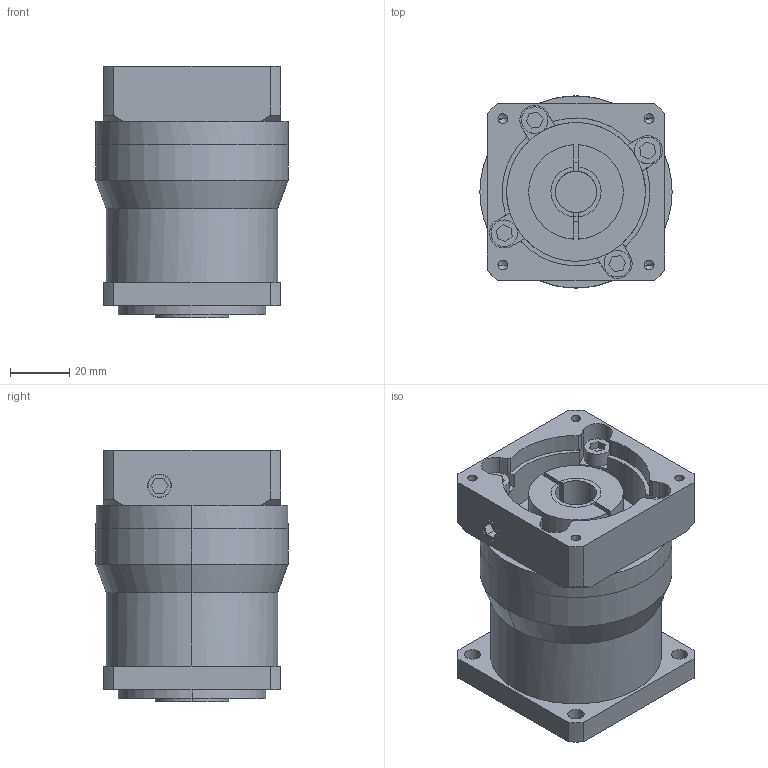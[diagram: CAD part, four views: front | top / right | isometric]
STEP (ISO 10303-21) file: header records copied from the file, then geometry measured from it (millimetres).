
FILE_DESCRIPTION (( 'STEP AP203' ), '1' );
FILE_NAME ('VGFK60单级模型（14-30 50-3 4-4.5-70）.STEP', '2019-09-28T06:49:43', ( 'User' ), ( 'shendu' ), 'SwSTEP 2.0', 'SolidWorks 2016', '' );
FILE_SCHEMA (( 'CONFIG_CONTROL_DESIGN' ));
Length unit declared in the file: millimetre
Products named in the file (1): VGFK60单级模型（14-30 50-3 4-4.5-70）
Bounding box: 65 x 65 x 85 mm (x, y, z)
Volume: 224433.8 mm3; surface area: 44685 mm2
Topology: 3 solids, 3 shells, 217 faces, 558 edges, 360 vertices
Faces by surface type: plane 110, cylinder 93, cone 14
Entity records: 6747 total; most frequent: CARTESIAN_POINT 1218, DIRECTION 1196, ORIENTED_EDGE 1100, EDGE_CURVE 550, AXIS2_PLACEMENT_3D 438, VERTEX_POINT 360, LINE 320, VECTOR 320
